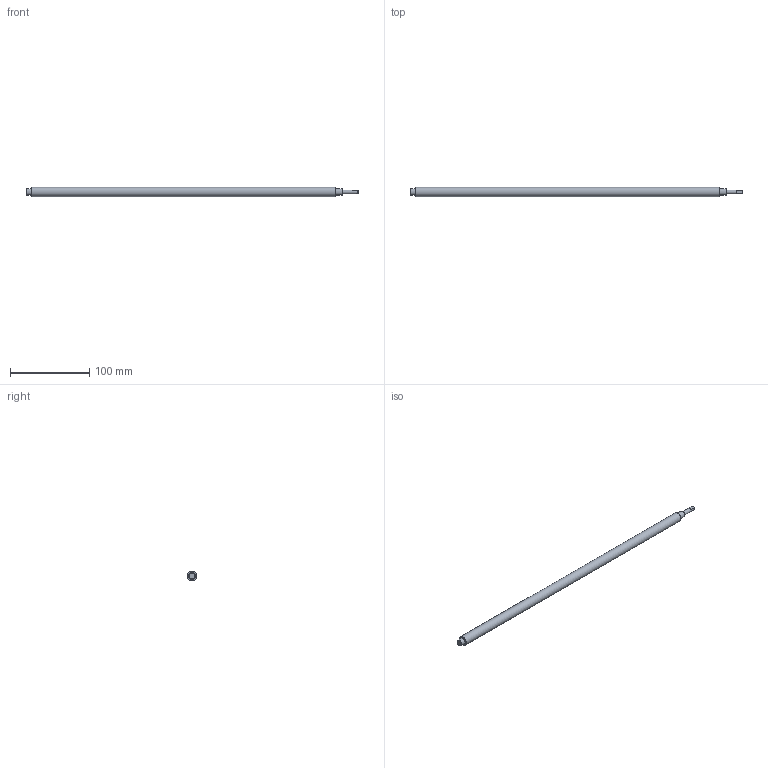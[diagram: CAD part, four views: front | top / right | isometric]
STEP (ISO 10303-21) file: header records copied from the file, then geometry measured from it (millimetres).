
FILE_DESCRIPTION(/* description */ ('MTSRK, MTSBRK, RMTSRK, MTSLK, MTSBLK, RMTSLK, MTSWKA, MTSBWKA, RMTSWKA, MTSWKB, MTSBWKB, RMTSWKB-Lead Screws One End Stepped / One End Double Stepped Right-Hand Screw / Left-Hand Screw / Right and Left-Hand Screw 1045 Carbon Steel'),/* implementation_level */ '2;1');
FILE_NAME(/* name */ 'MTSBRK12.stp',/* time_stamp */ '2019-12-03T12:42:53-08:00',/* author */ ('Phillips Lenovo'),/* organization */ (''),/* preprocessor_version */ 'ST-DEVELOPER v18',/* originating_system */ 'Autodesk Inventor 2020',/* authorisation */ '');
FILE_SCHEMA (('AUTOMOTIVE_DESIGN { 1 0 10303 214 3 1 1 }'));
Length unit declared in the file: millimetre
Products named in the file (1): MTSBRK12-420-F7-R8-T9-Q8-S20-E5-FE0-FW7-FY1
Bounding box: 420 x 12 x 12 mm (x, y, z)
Volume: 44603.7 mm3; surface area: 15394.7 mm2
Topology: 1 solids, 1 shells, 16 faces, 43 edges, 32 vertices
Faces by surface type: plane 7, cylinder 4, torus 3, cone 2
Full cylindrical faces by diameter (mm): 5 x1, 8 x2, 12 x1
Entity records: 578 total; most frequent: DIRECTION 107, CARTESIAN_POINT 96, ORIENTED_EDGE 86, AXIS2_PLACEMENT_3D 49, EDGE_CURVE 43, CIRCLE 32, VERTEX_POINT 32, EDGE_LOOP 19
